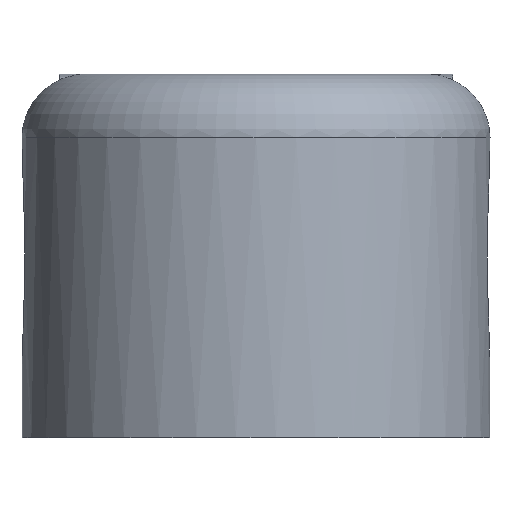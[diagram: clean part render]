
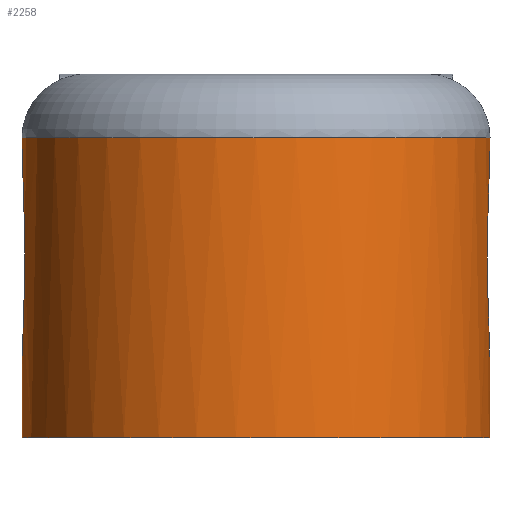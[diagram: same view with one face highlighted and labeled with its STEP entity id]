
A CAD part, left-side view. The second image highlights one B-rep face of the part: STEP entity #2258.
In plain terms, the highlighted cylindrical face has radius 9.2 mm (diameter 18.4 mm), a partial arc.
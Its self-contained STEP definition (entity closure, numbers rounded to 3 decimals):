
#12 = EDGE_CURVE ( 'NONE', #1956, #2019, #98, .T. ) ;
#13 = EDGE_CURVE ( 'NONE', #2019, #2025, #2733, .T. ) ;
#14 = EDGE_CURVE ( 'NONE', #2025, #2027, #2732, .T. ) ;
#15 = EDGE_CURVE ( 'NONE', #2027, #2015, #101, .T. ) ;
#16 = EDGE_CURVE ( 'NONE', #2015, #2037, #2731, .T. ) ;
#17 = EDGE_CURVE ( 'NONE', #2037, #1956, #2740, .T. ) ;
#98 = CIRCLE ( 'NONE', #413, 9.2 ) ;
#101 = CIRCLE ( 'NONE', #414, 9.2 ) ;
#262 = FACE_OUTER_BOUND ( 'NONE', #2233, .T. ) ;
#269 = CYLINDRICAL_SURFACE ( 'NONE', #465, 9.2 ) ;
#413 = AXIS2_PLACEMENT_3D ( 'NONE', #2145, #2142, #2090 ) ;
#414 = AXIS2_PLACEMENT_3D ( 'NONE', #2784, #2742, #2776 ) ;
#465 = AXIS2_PLACEMENT_3D ( 'NONE', #1511, #1510, #1503 ) ;
#1361 = CARTESIAN_POINT ( 'NONE',  ( 7.021, -2.049, -2.5 ) ) ;
#1365 = CARTESIAN_POINT ( 'NONE',  ( 9.277, -1.808, -14.3 ) ) ;
#1367 = CARTESIAN_POINT ( 'NONE',  ( 7.021, 16.349, -2.5 ) ) ;
#1371 = CARTESIAN_POINT ( 'NONE',  ( 6.959, 16.347, -2.732 ) ) ;
#1372 = CARTESIAN_POINT ( 'NONE',  ( 9.277, 16.108, -14.3 ) ) ;
#1377 = CARTESIAN_POINT ( 'NONE',  ( 6.959, -2.047, -2.732 ) ) ;
#1503 = DIRECTION ( 'NONE',  ( 1., 0., 0. ) ) ;
#1510 = DIRECTION ( 'NONE',  ( 0., 0., 1. ) ) ;
#1511 = CARTESIAN_POINT ( 'NONE',  ( 7.18, 7.15, -14.3 ) ) ;
#1940 = ORIENTED_EDGE ( 'NONE', *, *, #17, .T. ) ;
#1952 = ORIENTED_EDGE ( 'NONE', *, *, #12, .T. ) ;
#1953 = ORIENTED_EDGE ( 'NONE', *, *, #13, .T. ) ;
#1956 = VERTEX_POINT ( 'NONE', #1361 ) ;
#2015 = VERTEX_POINT ( 'NONE', #1365 ) ;
#2019 = VERTEX_POINT ( 'NONE', #1367 ) ;
#2025 = VERTEX_POINT ( 'NONE', #1371 ) ;
#2027 = VERTEX_POINT ( 'NONE', #1372 ) ;
#2028 = ORIENTED_EDGE ( 'NONE', *, *, #16, .T. ) ;
#2037 = VERTEX_POINT ( 'NONE', #1377 ) ;
#2061 = ORIENTED_EDGE ( 'NONE', *, *, #15, .T. ) ;
#2071 = ORIENTED_EDGE ( 'NONE', *, *, #14, .T. ) ;
#2090 = DIRECTION ( 'NONE',  ( 1., 0., 0. ) ) ;
#2111 = CARTESIAN_POINT ( 'NONE',  ( 6.959, 16.347, -2.732 ) ) ;
#2119 = CARTESIAN_POINT ( 'NONE',  ( 7.021, 16.349, -2.581 ) ) ;
#2128 = CARTESIAN_POINT ( 'NONE',  ( 7.021, 16.349, -2.5 ) ) ;
#2142 = DIRECTION ( 'NONE',  ( 0., 0., -1. ) ) ;
#2143 = CARTESIAN_POINT ( 'NONE',  ( 6.998, 16.348, -2.661 ) ) ;
#2144 = CARTESIAN_POINT ( 'NONE',  ( 6.827, 16.344, -2.967 ) ) ;
#2145 = CARTESIAN_POINT ( 'NONE',  ( 7.18, 7.15, -2.5 ) ) ;
#2147 = CARTESIAN_POINT ( 'NONE',  ( 6.959, 16.347, -2.732 ) ) ;
#2233 = EDGE_LOOP ( 'NONE', ( #1952, #1953, #2071, #2061, #2028, #1940 ) ) ;
#2258 = ADVANCED_FACE ( 'NONE', ( #262 ), #269, .T. ) ;
#2731 = B_SPLINE_CURVE_WITH_KNOTS ( 'NONE', 3,
 ( #2772, #2775, #2749, #2767, #2770, #2744, #2774, #2819, #2813, #2821, #2820, #2811, #2810, #2818, #2756, #2816, #2817, #2815 ),
 .UNSPECIFIED., .F., .F.,
 ( 4, 2, 2, 2, 2, 2, 2, 2, 4 ),
 ( 0., 0.002, 0.003, 0.005, 0.006, 0.008, 0.01, 0.011, 0.013 ),
 .UNSPECIFIED. ) ;
#2732 = B_SPLINE_CURVE_WITH_KNOTS ( 'NONE', 3,
 ( #2111, #2144, #2838, #2839, #2825, #2823, #2822, #2840, #2833, #2834, #2757, #2780, #2781, #2771, #2782, #2790, #2758, #2753, #2789, #2759, #2773, #2755, #2754, #2779, #2777, #2750 ),
 .UNSPECIFIED., .F., .F.,
 ( 4, 2, 2, 2, 2, 2, 2, 2, 2, 2, 2, 2, 4 ),
 ( 0., 0.001, 0.002, 0.003, 0.004, 0.005, 0.006, 0.008, 0.009, 0.01, 0.011, 0.012, 0.013 ),
 .UNSPECIFIED. ) ;
#2733 = B_SPLINE_CURVE_WITH_KNOTS ( 'NONE', 3,
 ( #2128, #2119, #2143, #2147 ),
 .UNSPECIFIED., .F., .F.,
 ( 4, 4 ),
 ( 0., 0. ),
 .UNSPECIFIED. ) ;
#2740 = B_SPLINE_CURVE_WITH_KNOTS ( 'NONE', 3,
 ( #2824, #2763, #2751, #2762 ),
 .UNSPECIFIED., .F., .F.,
 ( 4, 4 ),
 ( 0., 0. ),
 .UNSPECIFIED. ) ;
#2742 = DIRECTION ( 'NONE',  ( 0., 0., 1. ) ) ;
#2744 = CARTESIAN_POINT ( 'NONE',  ( 6.882, -2.049, -11.461 ) ) ;
#2749 = CARTESIAN_POINT ( 'NONE',  ( 8.468, -1.966, -13.597 ) ) ;
#2750 = CARTESIAN_POINT ( 'NONE',  ( 9.277, 16.108, -14.3 ) ) ;
#2751 = CARTESIAN_POINT ( 'NONE',  ( 7.021, -2.049, -2.582 ) ) ;
#2753 = CARTESIAN_POINT ( 'NONE',  ( 6.894, 16.346, -11.458 ) ) ;
#2754 = CARTESIAN_POINT ( 'NONE',  ( 8.479, 16.26, -13.592 ) ) ;
#2755 = CARTESIAN_POINT ( 'NONE',  ( 8.292, 16.284, -13.398 ) ) ;
#2756 = CARTESIAN_POINT ( 'NONE',  ( 6.119, -1.99, -4.71 ) ) ;
#2757 = CARTESIAN_POINT ( 'NONE',  ( 5.793, 16.245, -7.076 ) ) ;
#2758 = CARTESIAN_POINT ( 'NONE',  ( 6.652, 16.336, -10.98 ) ) ;
#2759 = CARTESIAN_POINT ( 'NONE',  ( 7.444, 16.35, -12.369 ) ) ;
#2762 = CARTESIAN_POINT ( 'NONE',  ( 7.021, -2.049, -2.5 ) ) ;
#2763 = CARTESIAN_POINT ( 'NONE',  ( 6.999, -2.048, -2.661 ) ) ;
#2767 = CARTESIAN_POINT ( 'NONE',  ( 7.762, -2.038, -12.797 ) ) ;
#2770 = CARTESIAN_POINT ( 'NONE',  ( 7.445, -2.05, -12.37 ) ) ;
#2771 = CARTESIAN_POINT ( 'NONE',  ( 6.086, 16.285, -9.468 ) ) ;
#2772 = CARTESIAN_POINT ( 'NONE',  ( 9.277, -1.808, -14.3 ) ) ;
#2773 = CARTESIAN_POINT ( 'NONE',  ( 7.761, 16.339, -12.796 ) ) ;
#2774 = CARTESIAN_POINT ( 'NONE',  ( 6.637, -2.036, -10.976 ) ) ;
#2775 = CARTESIAN_POINT ( 'NONE',  ( 8.859, -1.906, -13.971 ) ) ;
#2776 = DIRECTION ( 'NONE',  ( 1., 0., 0. ) ) ;
#2777 = CARTESIAN_POINT ( 'NONE',  ( 9.068, 16.157, -14.136 ) ) ;
#2779 = CARTESIAN_POINT ( 'NONE',  ( 8.867, 16.196, -13.961 ) ) ;
#2780 = CARTESIAN_POINT ( 'NONE',  ( 5.811, 16.248, -7.883 ) ) ;
#2781 = CARTESIAN_POINT ( 'NONE',  ( 5.871, 16.257, -8.415 ) ) ;
#2782 = CARTESIAN_POINT ( 'NONE',  ( 6.241, 16.304, -9.985 ) ) ;
#2784 = CARTESIAN_POINT ( 'NONE',  ( 7.18, 7.15, -14.3 ) ) ;
#2789 = CARTESIAN_POINT ( 'NONE',  ( 7.024, 16.35, -11.691 ) ) ;
#2790 = CARTESIAN_POINT ( 'NONE',  ( 6.54, 16.328, -10.734 ) ) ;
#2810 = CARTESIAN_POINT ( 'NONE',  ( 5.824, -1.95, -6.277 ) ) ;
#2811 = CARTESIAN_POINT ( 'NONE',  ( 5.788, -1.944, -6.807 ) ) ;
#2813 = CARTESIAN_POINT ( 'NONE',  ( 6.087, -1.986, -9.474 ) ) ;
#2815 = CARTESIAN_POINT ( 'NONE',  ( 6.959, -2.047, -2.732 ) ) ;
#2816 = CARTESIAN_POINT ( 'NONE',  ( 6.474, -2.025, -3.692 ) ) ;
#2817 = CARTESIAN_POINT ( 'NONE',  ( 6.695, -2.041, -3.203 ) ) ;
#2818 = CARTESIAN_POINT ( 'NONE',  ( 5.99, -1.973, -5.229 ) ) ;
#2819 = CARTESIAN_POINT ( 'NONE',  ( 6.241, -2.004, -9.984 ) ) ;
#2820 = CARTESIAN_POINT ( 'NONE',  ( 5.811, -1.948, -7.88 ) ) ;
#2821 = CARTESIAN_POINT ( 'NONE',  ( 5.872, -1.957, -8.421 ) ) ;
#2822 = CARTESIAN_POINT ( 'NONE',  ( 5.991, 16.273, -5.224 ) ) ;
#2823 = CARTESIAN_POINT ( 'NONE',  ( 6.12, 16.29, -4.708 ) ) ;
#2824 = CARTESIAN_POINT ( 'NONE',  ( 6.959, -2.047, -2.732 ) ) ;
#2825 = CARTESIAN_POINT ( 'NONE',  ( 6.384, 16.316, -3.949 ) ) ;
#2833 = CARTESIAN_POINT ( 'NONE',  ( 5.836, 16.251, -6.274 ) ) ;
#2834 = CARTESIAN_POINT ( 'NONE',  ( 5.8, 16.246, -6.806 ) ) ;
#2838 = CARTESIAN_POINT ( 'NONE',  ( 6.706, 16.338, -3.207 ) ) ;
#2839 = CARTESIAN_POINT ( 'NONE',  ( 6.484, 16.324, -3.698 ) ) ;
#2840 = CARTESIAN_POINT ( 'NONE',  ( 5.866, 16.256, -6.009 ) ) ;
